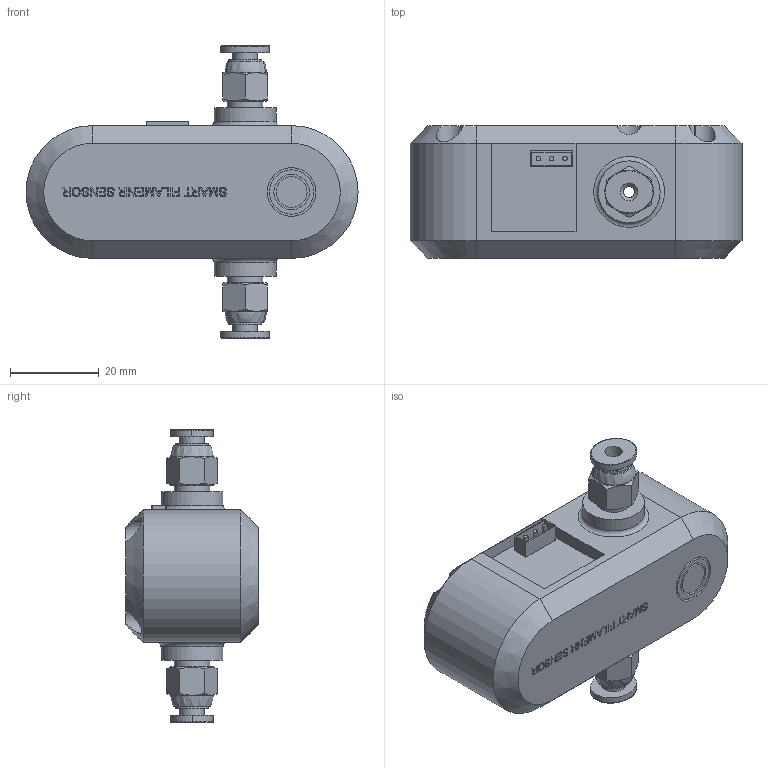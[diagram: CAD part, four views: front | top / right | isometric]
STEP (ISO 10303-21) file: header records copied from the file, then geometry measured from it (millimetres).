
FILE_DESCRIPTION(/* description */ (''),/* implementation_level */ '2;1');
FILE_NAME(/* name */ 'SmartFilamentSensor.step',/* time_stamp */ '2021-01-12T19:06:21+01:00',/* author */ (''),/* organization */ (''),/* preprocessor_version */ 'ST-DEVELOPER v18.1',/* originating_system */ 'Autodesk Translation Framework v9.7.1.1290',/* authorisation */ '');
FILE_SCHEMA (('AUTOMOTIVE_DESIGN { 1 0 10303 214 3 1 1 }'));
Length unit declared in the file: millimetre
Products named in the file (3): SmartFilamentSensor; Fitting_M6 ; Sensor
Assembly tree (3 placements, depth 2):
  SmartFilamentSensor
    Fitting_M6   x2
    Sensor
Bounding box: 75 x 30 x 66 mm (x, y, z)
Volume: 58213.9 mm3; surface area: 14218.5 mm2
Topology: 5 solids, 5 shells, 676 faces, 1815 edges, 1199 vertices
Faces by surface type: plane 265, bspline 227, cylinder 168, cone 14, torus 2
Full cylindrical faces by diameter (mm): 1 x3, 2.5 x2, 3.5 x4, 4 x4, 4.917 x8, 5.035 x13, 5.5 x2, 6 x14, 6.147 x17, 6.5 x2, 7 x1, 7.5 x2, 8 x3, 10 x1, 11 x1, 14 x2
Entity records: 29296 total; most frequent: CARTESIAN_POINT 15360, ORIENTED_EDGE 3406, DIRECTION 1917, EDGE_CURVE 1703, VERTEX_POINT 1129, LINE 863, VECTOR 863, B_SPLINE_CURVE_WITH_KNOTS 705
